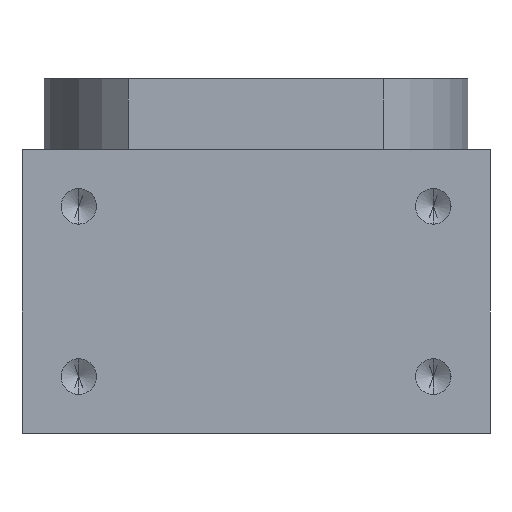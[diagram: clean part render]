
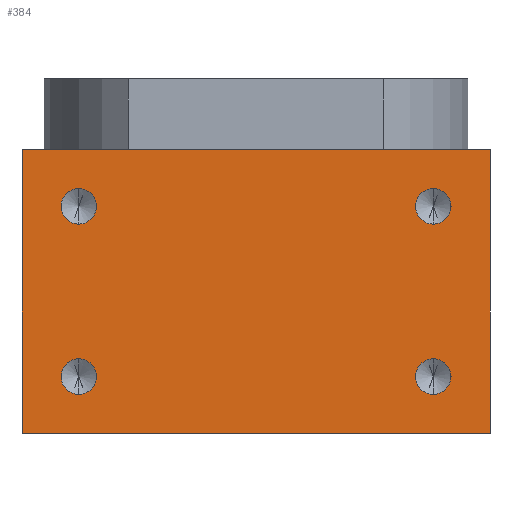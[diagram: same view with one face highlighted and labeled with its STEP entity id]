
A CAD part, left-side view. The second image highlights one B-rep face of the part: STEP entity #384.
In plain terms, the highlighted face is planar.
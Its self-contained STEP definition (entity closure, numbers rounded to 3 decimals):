
#13 = ORIENTED_EDGE ( 'NONE', *, *, #941, .T. ) ;
#15 = ORIENTED_EDGE ( 'NONE', *, *, #1560, .F. ) ;
#42 = AXIS2_PLACEMENT_3D ( 'NONE', #1355, #749, #1187 ) ;
#46 = CARTESIAN_POINT ( 'NONE',  ( -5., 48., 32. ) ) ;
#59 = CARTESIAN_POINT ( 'NONE',  ( 53., 48., 40. ) ) ;
#61 = VERTEX_POINT ( 'NONE', #992 ) ;
#106 = VERTEX_POINT ( 'NONE', #1307 ) ;
#141 = CARTESIAN_POINT ( 'NONE',  ( 45., 48., 32. ) ) ;
#150 = ORIENTED_EDGE ( 'NONE', *, *, #1464, .F. ) ;
#174 = FACE_BOUND ( 'NONE', #1196, .T. ) ;
#196 = DIRECTION ( 'NONE',  ( 0., -1., 0. ) ) ;
#201 = ORIENTED_EDGE ( 'NONE', *, *, #1450, .F. ) ;
#203 = ORIENTED_EDGE ( 'NONE', *, *, #1095, .F. ) ;
#206 = AXIS2_PLACEMENT_3D ( 'NONE', #59, #196, #1284 ) ;
#225 = ORIENTED_EDGE ( 'NONE', *, *, #898, .F. ) ;
#229 = EDGE_CURVE ( 'NONE', #700, #61, #1242, .T. ) ;
#259 = DIRECTION ( 'NONE',  ( 0., 0., 1. ) ) ;
#299 = EDGE_LOOP ( 'NONE', ( #1169, #203 ) ) ;
#307 = CARTESIAN_POINT ( 'NONE',  ( 53., 48., 0. ) ) ;
#315 = VECTOR ( 'NONE', #1807, 1000. ) ;
#319 = DIRECTION ( 'NONE',  ( 0., 0., 1. ) ) ;
#335 = DIRECTION ( 'NONE',  ( 0., 0., 1. ) ) ;
#340 = DIRECTION ( 'NONE',  ( 0., 0., 1. ) ) ;
#345 = VERTEX_POINT ( 'NONE', #510 ) ;
#352 = EDGE_CURVE ( 'NONE', #944, #1876, #661, .T. ) ;
#384 = ADVANCED_FACE ( 'NONE', ( #174, #836, #814, #417, #1547 ), #1554, .F. ) ;
#417 = FACE_BOUND ( 'NONE', #299, .T. ) ;
#429 = CIRCLE ( 'NONE', #1366, 2.5 ) ;
#443 = VERTEX_POINT ( 'NONE', #1264 ) ;
#481 = DIRECTION ( 'NONE',  ( 0., 1., 0. ) ) ;
#510 = CARTESIAN_POINT ( 'NONE',  ( 45., 48., 10.5 ) ) ;
#528 = CARTESIAN_POINT ( 'NONE',  ( -5., 48., 10.5 ) ) ;
#566 = CARTESIAN_POINT ( 'NONE',  ( -5., 48., 8. ) ) ;
#571 = DIRECTION ( 'NONE',  ( 0., 1., 0. ) ) ;
#608 = CIRCLE ( 'NONE', #1310, 2.5 ) ;
#615 = CARTESIAN_POINT ( 'NONE',  ( 45., 48., 8. ) ) ;
#631 = CARTESIAN_POINT ( 'NONE',  ( -5., 48., 8. ) ) ;
#657 = DIRECTION ( 'NONE',  ( 0., 0., 1. ) ) ;
#661 = CIRCLE ( 'NONE', #873, 2.5 ) ;
#700 = VERTEX_POINT ( 'NONE', #1484 ) ;
#720 = ORIENTED_EDGE ( 'NONE', *, *, #1133, .F. ) ;
#729 = VERTEX_POINT ( 'NONE', #1767 ) ;
#743 = DIRECTION ( 'NONE',  ( 0., 0., 1. ) ) ;
#749 = DIRECTION ( 'NONE',  ( 0., 1., 0. ) ) ;
#792 = DIRECTION ( 'NONE',  ( 0., 0., 1. ) ) ;
#800 = ORIENTED_EDGE ( 'NONE', *, *, #1617, .F. ) ;
#813 = ORIENTED_EDGE ( 'NONE', *, *, #229, .F. ) ;
#814 = FACE_BOUND ( 'NONE', #1609, .T. ) ;
#836 = FACE_BOUND ( 'NONE', #1442, .T. ) ;
#873 = AXIS2_PLACEMENT_3D ( 'NONE', #631, #1818, #335 ) ;
#898 = EDGE_CURVE ( 'NONE', #729, #345, #608, .T. ) ;
#902 = DIRECTION ( 'NONE',  ( -1., 0., 0. ) ) ;
#918 = EDGE_LOOP ( 'NONE', ( #13, #720, #15, #1570 ) ) ;
#941 = EDGE_CURVE ( 'NONE', #965, #443, #1757, .T. ) ;
#944 = VERTEX_POINT ( 'NONE', #1931 ) ;
#965 = VERTEX_POINT ( 'NONE', #1370 ) ;
#970 = AXIS2_PLACEMENT_3D ( 'NONE', #1234, #1263, #657 ) ;
#992 = CARTESIAN_POINT ( 'NONE',  ( 45., 48., 29.5 ) ) ;
#995 = EDGE_CURVE ( 'NONE', #1222, #1794, #1435, .T. ) ;
#1047 = DIRECTION ( 'NONE',  ( 0., 1., 0. ) ) ;
#1060 = AXIS2_PLACEMENT_3D ( 'NONE', #566, #571, #259 ) ;
#1061 = DIRECTION ( 'NONE',  ( 0., 1., 0. ) ) ;
#1071 = AXIS2_PLACEMENT_3D ( 'NONE', #46, #1390, #340 ) ;
#1075 = CARTESIAN_POINT ( 'NONE',  ( 45., 48., 8. ) ) ;
#1095 = EDGE_CURVE ( 'NONE', #1794, #1222, #1101, .T. ) ;
#1101 = CIRCLE ( 'NONE', #1071, 2.5 ) ;
#1108 = CARTESIAN_POINT ( 'NONE',  ( -13., 48., 40. ) ) ;
#1119 = CARTESIAN_POINT ( 'NONE',  ( -5., 48., 34.5 ) ) ;
#1133 = EDGE_CURVE ( 'NONE', #106, #443, #1869, .T. ) ;
#1154 = ORIENTED_EDGE ( 'NONE', *, *, #352, .F. ) ;
#1165 = VECTOR ( 'NONE', #902, 1000. ) ;
#1169 = ORIENTED_EDGE ( 'NONE', *, *, #995, .F. ) ;
#1187 = DIRECTION ( 'NONE',  ( 0., 0., 1. ) ) ;
#1196 = EDGE_LOOP ( 'NONE', ( #150, #1154 ) ) ;
#1222 = VERTEX_POINT ( 'NONE', #1119 ) ;
#1224 = DIRECTION ( 'NONE',  ( 0., 0., -1. ) ) ;
#1233 = CIRCLE ( 'NONE', #1060, 2.5 ) ;
#1234 = CARTESIAN_POINT ( 'NONE',  ( -5., 48., 32. ) ) ;
#1238 = VERTEX_POINT ( 'NONE', #1862 ) ;
#1242 = CIRCLE ( 'NONE', #1285, 2.5 ) ;
#1248 = DIRECTION ( 'NONE',  ( 0., 0., -1. ) ) ;
#1263 = DIRECTION ( 'NONE',  ( 0., 1., 0. ) ) ;
#1264 = CARTESIAN_POINT ( 'NONE',  ( -13., 48., 0. ) ) ;
#1284 = DIRECTION ( 'NONE',  ( 1., 0., 0. ) ) ;
#1285 = AXIS2_PLACEMENT_3D ( 'NONE', #141, #1061, #792 ) ;
#1305 = CARTESIAN_POINT ( 'NONE',  ( 53., 48., 40. ) ) ;
#1306 = LINE ( 'NONE', #1305, #1165 ) ;
#1307 = CARTESIAN_POINT ( 'NONE',  ( -13., 48., 40. ) ) ;
#1310 = AXIS2_PLACEMENT_3D ( 'NONE', #615, #1047, #743 ) ;
#1352 = LINE ( 'NONE', #1822, #1470 ) ;
#1355 = CARTESIAN_POINT ( 'NONE',  ( 45., 48., 32. ) ) ;
#1366 = AXIS2_PLACEMENT_3D ( 'NONE', #1075, #481, #319 ) ;
#1370 = CARTESIAN_POINT ( 'NONE',  ( 53., 48., 0. ) ) ;
#1390 = DIRECTION ( 'NONE',  ( 0., 1., 0. ) ) ;
#1435 = CIRCLE ( 'NONE', #970, 2.5 ) ;
#1442 = EDGE_LOOP ( 'NONE', ( #201, #225 ) ) ;
#1450 = EDGE_CURVE ( 'NONE', #345, #729, #429, .T. ) ;
#1464 = EDGE_CURVE ( 'NONE', #1876, #944, #1233, .T. ) ;
#1470 = VECTOR ( 'NONE', #1224, 1000. ) ;
#1471 = CIRCLE ( 'NONE', #42, 2.5 ) ;
#1484 = CARTESIAN_POINT ( 'NONE',  ( 45., 48., 34.5 ) ) ;
#1547 = FACE_OUTER_BOUND ( 'NONE', #918, .T. ) ;
#1554 = PLANE ( 'NONE',  #206 ) ;
#1560 = EDGE_CURVE ( 'NONE', #1238, #106, #1306, .T. ) ;
#1570 = ORIENTED_EDGE ( 'NONE', *, *, #1751, .T. ) ;
#1609 = EDGE_LOOP ( 'NONE', ( #813, #800 ) ) ;
#1617 = EDGE_CURVE ( 'NONE', #61, #700, #1471, .T. ) ;
#1709 = VECTOR ( 'NONE', #1248, 1000. ) ;
#1751 = EDGE_CURVE ( 'NONE', #1238, #965, #1352, .T. ) ;
#1757 = LINE ( 'NONE', #307, #315 ) ;
#1767 = CARTESIAN_POINT ( 'NONE',  ( 45., 48., 5.5 ) ) ;
#1794 = VERTEX_POINT ( 'NONE', #1816 ) ;
#1807 = DIRECTION ( 'NONE',  ( -1., 0., 0. ) ) ;
#1816 = CARTESIAN_POINT ( 'NONE',  ( -5., 48., 29.5 ) ) ;
#1818 = DIRECTION ( 'NONE',  ( 0., 1., 0. ) ) ;
#1822 = CARTESIAN_POINT ( 'NONE',  ( 53., 48., 40. ) ) ;
#1862 = CARTESIAN_POINT ( 'NONE',  ( 53., 48., 40. ) ) ;
#1869 = LINE ( 'NONE', #1108, #1709 ) ;
#1876 = VERTEX_POINT ( 'NONE', #528 ) ;
#1931 = CARTESIAN_POINT ( 'NONE',  ( -5., 48., 5.5 ) ) ;
